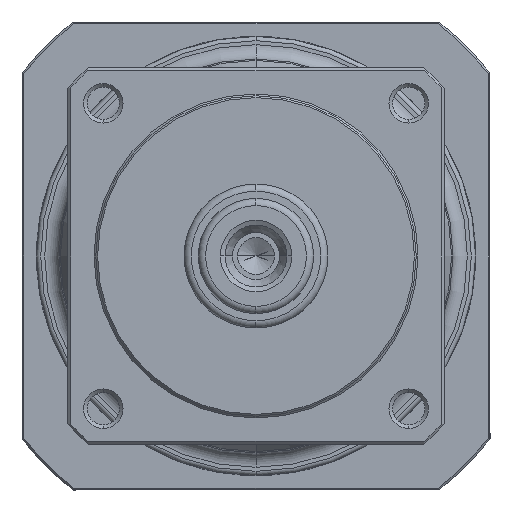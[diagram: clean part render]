
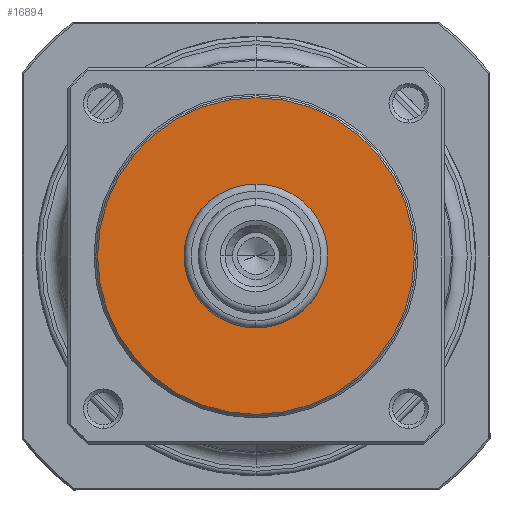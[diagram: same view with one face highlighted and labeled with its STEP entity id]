
A CAD part, left-side view. The second image highlights one B-rep face of the part: STEP entity #16894.
In plain terms, the highlighted planar face has unit normal (-1, 0, 0).
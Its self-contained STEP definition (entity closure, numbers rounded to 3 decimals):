
#535 = CIRCLE ( 'NONE', #13638, 44. ) ;
#1007 = ORIENTED_EDGE ( 'NONE', *, *, #16622, .T. ) ;
#1045 = CARTESIAN_POINT ( 'NONE',  ( 2629.681, 1505.908, -44. ) ) ;
#1240 = VERTEX_POINT ( 'NONE', #1045 ) ;
#2292 = VERTEX_POINT ( 'NONE', #7372 ) ;
#2448 = PLANE ( 'NONE',  #15840 ) ;
#3193 = CARTESIAN_POINT ( 'NONE',  ( 2629.681, 1505.908, 0. ) ) ;
#3705 = AXIS2_PLACEMENT_3D ( 'NONE', #15257, #5892, #15086 ) ;
#5891 = DIRECTION ( 'NONE',  ( -1., 0., 0. ) ) ;
#5892 = DIRECTION ( 'NONE',  ( -1., 0., 0. ) ) ;
#6061 = ORIENTED_EDGE ( 'NONE', *, *, #14763, .T. ) ;
#7372 = CARTESIAN_POINT ( 'NONE',  ( 2629.681, 1505.908, 44. ) ) ;
#7540 = DIRECTION ( 'NONE',  ( 1., 0., 0. ) ) ;
#7605 = EDGE_LOOP ( 'NONE', ( #6061, #1007 ) ) ;
#7768 = DIRECTION ( 'NONE',  ( 0., 0., -1. ) ) ;
#11533 = CARTESIAN_POINT ( 'NONE',  ( 2629.681, 1546.908, 0. ) ) ;
#13638 = AXIS2_PLACEMENT_3D ( 'NONE', #3193, #5891, #16338 ) ;
#14763 = EDGE_CURVE ( 'NONE', #1240, #2292, #15904, .T. ) ;
#15086 = DIRECTION ( 'NONE',  ( 0., 0., -1. ) ) ;
#15257 = CARTESIAN_POINT ( 'NONE',  ( 2629.681, 1505.908, 0. ) ) ;
#15840 = AXIS2_PLACEMENT_3D ( 'NONE', #11533, #7540, #7768 ) ;
#15904 = CIRCLE ( 'NONE', #3705, 44. ) ;
#16154 = FACE_OUTER_BOUND ( 'NONE', #7605, .T. ) ;
#16338 = DIRECTION ( 'NONE',  ( 0., 0., -1. ) ) ;
#16622 = EDGE_CURVE ( 'NONE', #2292, #1240, #535, .T. ) ;
#16894 = ADVANCED_FACE ( 'NONE', ( #16154 ), #2448, .F. ) ;
